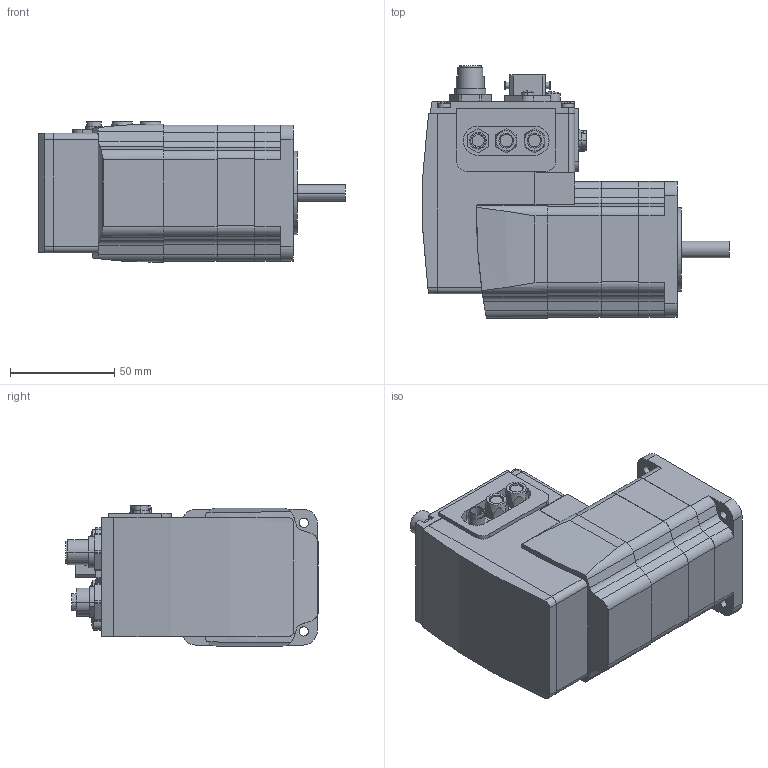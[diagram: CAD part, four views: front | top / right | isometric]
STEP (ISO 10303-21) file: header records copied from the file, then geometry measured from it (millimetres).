
FILE_DESCRIPTION(('STEP AP242'),'1');
FILE_NAME('ile1b661pc1a0.stp','2021-09-27T20:30:40',('TraceParts'),('TraceParts S.A.'),'Spatial InterOp 3D',' ',' ');
FILE_SCHEMA(('AP242_MANAGED_MODEL_BASED_3D_ENGINEERING_MIM_LF {1 0 10303 442 1 1 4}'));
Length unit declared in the file: millimetre
Products named in the file (1): ile1b661pc1a0_1
Bounding box: 146.74 x 121 x 67.1 mm (x, y, z)
Volume: 602914.6 mm3; surface area: 106955.7 mm2
Topology: 7 solids, 7 shells, 534 faces, 1399 edges, 919 vertices
Faces by surface type: plane 313, cylinder 199, torus 14, cone 8
Entity records: 27824 total; most frequent: CARTESIAN_POINT 3137, DIRECTION 2833, ORIENTED_EDGE 2770, STYLED_ITEM 1926, PRESENTATION_STYLE_ASSIGNMENT 1926, COLOUR_RGB 1926, EDGE_CURVE 1385, CURVE_STYLE 1385
